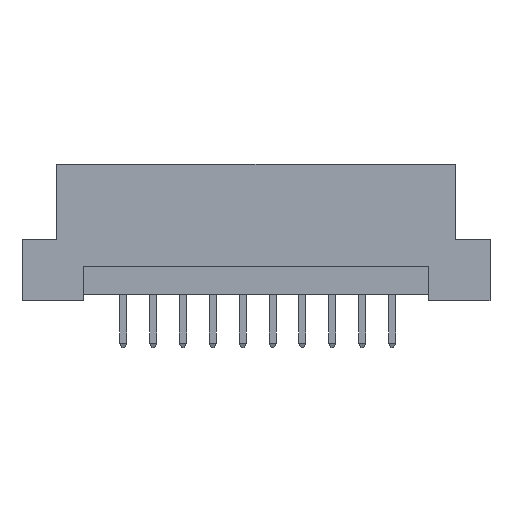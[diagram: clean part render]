
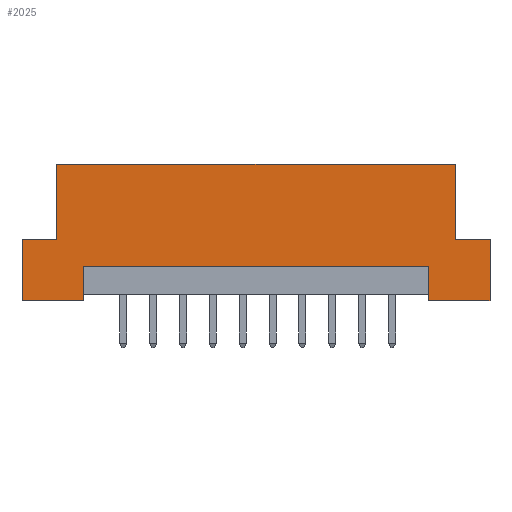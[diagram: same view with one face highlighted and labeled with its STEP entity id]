
A CAD part, front view. The second image highlights one B-rep face of the part: STEP entity #2025.
In plain terms, the highlighted planar face has unit normal (0, -1, 0).
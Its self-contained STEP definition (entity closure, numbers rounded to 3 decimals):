
#38 = LINE ( 'NONE', #4374, #325 ) ;
#88 = CARTESIAN_POINT ( 'NONE',  ( -14.69, 0., 0.5 ) ) ;
#138 = CARTESIAN_POINT ( 'NONE',  ( 16.94, 0., 5.2 ) ) ;
#182 = ORIENTED_EDGE ( 'NONE', *, *, #1497, .F. ) ;
#200 = CARTESIAN_POINT ( 'NONE',  ( -19.9, 0., 11.6 ) ) ;
#211 = CARTESIAN_POINT ( 'NONE',  ( 19.9, 0., 0. ) ) ;
#245 = ORIENTED_EDGE ( 'NONE', *, *, #2362, .T. ) ;
#325 = VECTOR ( 'NONE', #4768, 1000. ) ;
#330 = VECTOR ( 'NONE', #4278, 1000. ) ;
#396 = VECTOR ( 'NONE', #5852, 1000. ) ;
#524 = VERTEX_POINT ( 'NONE', #3712 ) ;
#593 = DIRECTION ( 'NONE',  ( 0., 0., 1. ) ) ;
#601 = LINE ( 'NONE', #1654, #6931 ) ;
#645 = CARTESIAN_POINT ( 'NONE',  ( -19.9, 0., 0. ) ) ;
#724 = DIRECTION ( 'NONE',  ( 0., 0., -1. ) ) ;
#730 = FACE_OUTER_BOUND ( 'NONE', #2085, .T. ) ;
#949 = DIRECTION ( 'NONE',  ( 0., 0., 1. ) ) ;
#1107 = ORIENTED_EDGE ( 'NONE', *, *, #3715, .F. ) ;
#1137 = CARTESIAN_POINT ( 'NONE',  ( 14.69, 0., 2.9 ) ) ;
#1155 = CARTESIAN_POINT ( 'NONE',  ( -19.9, 0., 5.2 ) ) ;
#1219 = ORIENTED_EDGE ( 'NONE', *, *, #6142, .F. ) ;
#1274 = VECTOR ( 'NONE', #724, 1000. ) ;
#1338 = VECTOR ( 'NONE', #6008, 1000. ) ;
#1400 = EDGE_CURVE ( 'NONE', #4186, #6385, #4903, .T. ) ;
#1402 = CARTESIAN_POINT ( 'NONE',  ( 16.94, 0., 11.6 ) ) ;
#1459 = DIRECTION ( 'NONE',  ( 0., 0., 1. ) ) ;
#1497 = EDGE_CURVE ( 'NONE', #5969, #524, #38, .T. ) ;
#1518 = LINE ( 'NONE', #5195, #2185 ) ;
#1543 = CARTESIAN_POINT ( 'NONE',  ( -14.69, 0., 2.9 ) ) ;
#1582 = DIRECTION ( 'NONE',  ( 0., 0., -1. ) ) ;
#1654 = CARTESIAN_POINT ( 'NONE',  ( 19.9, 0., 0. ) ) ;
#1686 = LINE ( 'NONE', #200, #5909 ) ;
#1690 = CARTESIAN_POINT ( 'NONE',  ( -19.9, 0., 5.2 ) ) ;
#1990 = DIRECTION ( 'NONE',  ( -1., 0., 0. ) ) ;
#2025 = ADVANCED_FACE ( 'NONE', ( #730 ), #2750, .F. ) ;
#2045 = VECTOR ( 'NONE', #949, 1000. ) ;
#2047 = CARTESIAN_POINT ( 'NONE',  ( 19.9, 0., 5.2 ) ) ;
#2085 = EDGE_LOOP ( 'NONE', ( #1107, #245, #182, #3545, #1219, #3724, #6913, #4274, #3006, #4044, #2479, #2540 ) ) ;
#2160 = VERTEX_POINT ( 'NONE', #1402 ) ;
#2185 = VECTOR ( 'NONE', #1990, 1000. ) ;
#2362 = EDGE_CURVE ( 'NONE', #5316, #524, #5956, .T. ) ;
#2478 = CARTESIAN_POINT ( 'NONE',  ( 19.9, 0., 5.2 ) ) ;
#2479 = ORIENTED_EDGE ( 'NONE', *, *, #2605, .F. ) ;
#2495 = VECTOR ( 'NONE', #5502, 1000. ) ;
#2531 = VERTEX_POINT ( 'NONE', #6123 ) ;
#2540 = ORIENTED_EDGE ( 'NONE', *, *, #3933, .F. ) ;
#2605 = EDGE_CURVE ( 'NONE', #2531, #4186, #1518, .T. ) ;
#2750 = PLANE ( 'NONE',  #6974 ) ;
#3006 = ORIENTED_EDGE ( 'NONE', *, *, #3483, .F. ) ;
#3014 = VERTEX_POINT ( 'NONE', #138 ) ;
#3219 = CARTESIAN_POINT ( 'NONE',  ( -19.9, 0., 0. ) ) ;
#3318 = VERTEX_POINT ( 'NONE', #2047 ) ;
#3325 = DIRECTION ( 'NONE',  ( 1., 0., 0. ) ) ;
#3467 = EDGE_CURVE ( 'NONE', #5572, #2160, #1686, .T. ) ;
#3483 = EDGE_CURVE ( 'NONE', #6385, #4053, #3867, .T. ) ;
#3545 = ORIENTED_EDGE ( 'NONE', *, *, #6278, .F. ) ;
#3607 = CARTESIAN_POINT ( 'NONE',  ( 16.94, 0., 5.2 ) ) ;
#3712 = CARTESIAN_POINT ( 'NONE',  ( 14.69, 0., 0. ) ) ;
#3715 = EDGE_CURVE ( 'NONE', #5316, #6376, #6946, .T. ) ;
#3724 = ORIENTED_EDGE ( 'NONE', *, *, #5189, .T. ) ;
#3743 = VECTOR ( 'NONE', #1459, 1000. ) ;
#3867 = LINE ( 'NONE', #1155, #2495 ) ;
#3933 = EDGE_CURVE ( 'NONE', #6376, #2531, #5449, .T. ) ;
#3960 = CARTESIAN_POINT ( 'NONE',  ( -19.9, 0., 11.6 ) ) ;
#4044 = ORIENTED_EDGE ( 'NONE', *, *, #1400, .F. ) ;
#4053 = VERTEX_POINT ( 'NONE', #6726 ) ;
#4186 = VERTEX_POINT ( 'NONE', #645 ) ;
#4274 = ORIENTED_EDGE ( 'NONE', *, *, #6163, .F. ) ;
#4278 = DIRECTION ( 'NONE',  ( -1., 0., 0. ) ) ;
#4374 = CARTESIAN_POINT ( 'NONE',  ( -19.9, 0., 0. ) ) ;
#4398 = DIRECTION ( 'NONE',  ( 0., 1., 0. ) ) ;
#4768 = DIRECTION ( 'NONE',  ( -1., 0., 0. ) ) ;
#4903 = LINE ( 'NONE', #3219, #1338 ) ;
#5006 = VECTOR ( 'NONE', #5867, 1000. ) ;
#5091 = CARTESIAN_POINT ( 'NONE',  ( -16.94, 0., 11.6 ) ) ;
#5189 = EDGE_CURVE ( 'NONE', #3014, #2160, #5774, .T. ) ;
#5195 = CARTESIAN_POINT ( 'NONE',  ( -19.9, 0., 0. ) ) ;
#5261 = LINE ( 'NONE', #2478, #5006 ) ;
#5316 = VERTEX_POINT ( 'NONE', #1137 ) ;
#5449 = LINE ( 'NONE', #88, #1274 ) ;
#5502 = DIRECTION ( 'NONE',  ( 1., 0., 0. ) ) ;
#5572 = VERTEX_POINT ( 'NONE', #5091 ) ;
#5774 = LINE ( 'NONE', #3607, #3743 ) ;
#5852 = DIRECTION ( 'NONE',  ( 0., 0., -1. ) ) ;
#5867 = DIRECTION ( 'NONE',  ( 1., 0., 0. ) ) ;
#5909 = VECTOR ( 'NONE', #3325, 1000. ) ;
#5956 = LINE ( 'NONE', #6447, #396 ) ;
#5969 = VERTEX_POINT ( 'NONE', #211 ) ;
#6008 = DIRECTION ( 'NONE',  ( 0., 0., 1. ) ) ;
#6123 = CARTESIAN_POINT ( 'NONE',  ( -14.69, 0., 0. ) ) ;
#6142 = EDGE_CURVE ( 'NONE', #3014, #3318, #5261, .T. ) ;
#6163 = EDGE_CURVE ( 'NONE', #4053, #5572, #6323, .T. ) ;
#6278 = EDGE_CURVE ( 'NONE', #3318, #5969, #601, .T. ) ;
#6323 = LINE ( 'NONE', #6922, #2045 ) ;
#6376 = VERTEX_POINT ( 'NONE', #1543 ) ;
#6385 = VERTEX_POINT ( 'NONE', #1690 ) ;
#6447 = CARTESIAN_POINT ( 'NONE',  ( 14.69, 0., 0.5 ) ) ;
#6487 = CARTESIAN_POINT ( 'NONE',  ( 14.69, 0., 2.9 ) ) ;
#6726 = CARTESIAN_POINT ( 'NONE',  ( -16.94, 0., 5.2 ) ) ;
#6913 = ORIENTED_EDGE ( 'NONE', *, *, #3467, .F. ) ;
#6922 = CARTESIAN_POINT ( 'NONE',  ( -16.94, 0., 5.2 ) ) ;
#6931 = VECTOR ( 'NONE', #1582, 1000. ) ;
#6946 = LINE ( 'NONE', #6487, #330 ) ;
#6974 = AXIS2_PLACEMENT_3D ( 'NONE', #3960, #4398, #593 ) ;
